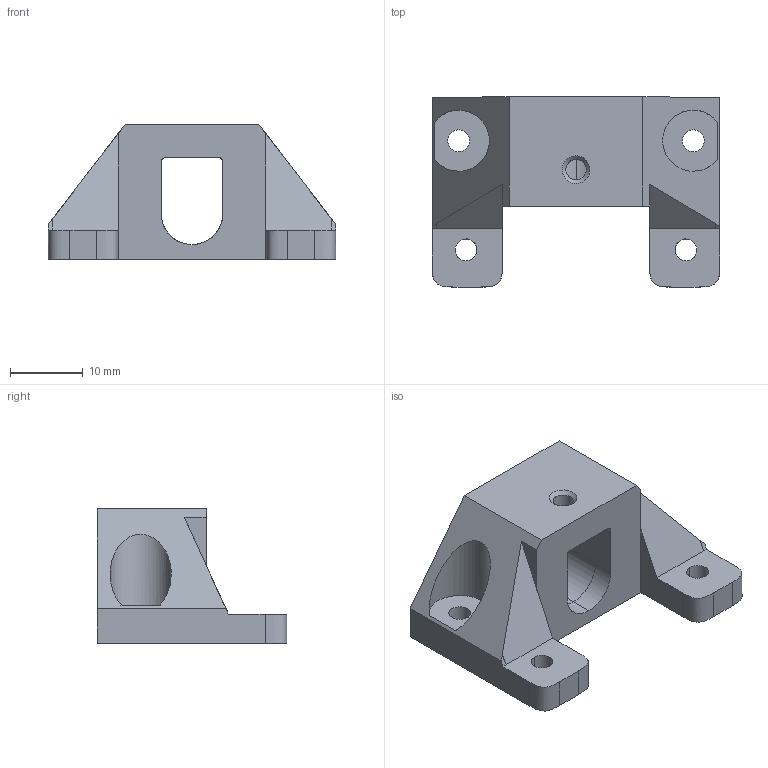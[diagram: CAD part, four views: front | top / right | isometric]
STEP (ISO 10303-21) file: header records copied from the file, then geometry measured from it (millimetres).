
FILE_DESCRIPTION(/* description */ (''),/* implementation_level */ '2;1');
FILE_NAME(/* name */ 'HUY',/* time_stamp */ '2025-11-29T19:47:11+03:00',/* author */ (''),/* organization */ (''),/* preprocessor_version */ 'ST-DEVELOPER v16.5',/* originating_system */ '',/* authorisation */ '');
FILE_SCHEMA (('CONFIG_CONTROL_DESIGN'));
Length unit declared in the file: millimetre
Products named in the file (1): Document
Bounding box: 39.57 x 26.11 x 18.5 mm (x, y, z)
Volume: 7729.7 mm3; surface area: 3962.2 mm2
Topology: 1 solids, 1 shells, 53 faces, 141 edges, 92 vertices
Faces by surface type: plane 29, cylinder 15, bspline 9
Full cylindrical faces by diameter (mm): 2.8 x1, 3 x2
Entity records: 1777 total; most frequent: CARTESIAN_POINT 762, ORIENTED_EDGE 278, EDGE_CURVE 139, B_SPLINE_CURVE_WITH_KNOTS 102, VERTEX_POINT 92, EDGE_LOOP 65, ADVANCED_FACE 51, FACE_OUTER_BOUND 51
